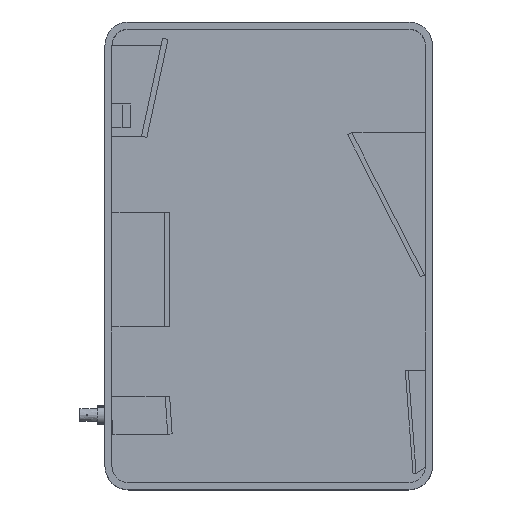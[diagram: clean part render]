
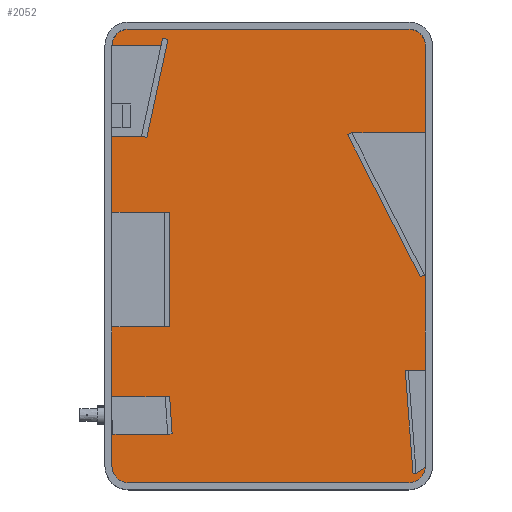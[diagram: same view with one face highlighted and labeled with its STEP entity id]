
A CAD part, top view. The second image highlights one B-rep face of the part: STEP entity #2052.
In plain terms, the highlighted planar face has unit normal (0, 0, 1).
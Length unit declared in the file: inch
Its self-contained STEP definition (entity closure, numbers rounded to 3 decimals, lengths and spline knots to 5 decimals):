
#2052=ADVANCED_FACE('',(#4043),#4044,.T.);
#4043=FACE_OUTER_BOUND('',#7804,.T.);
#4044=PLANE('',#7805);
#7804=EDGE_LOOP('',(#13113,#13114,#13115,#13116,#13117,#13118,#13119,#13120,#13121,#13122,#13123,#13124));
#7805=AXIS2_PLACEMENT_3D('',#13125,#13126,#13127);
#13113=ORIENTED_EDGE('',*,*,#16182,.T.);
#13114=ORIENTED_EDGE('',*,*,#15672,.T.);
#13115=ORIENTED_EDGE('',*,*,#14343,.F.);
#13116=ORIENTED_EDGE('',*,*,#15871,.T.);
#13117=ORIENTED_EDGE('',*,*,#15257,.T.);
#13118=ORIENTED_EDGE('',*,*,#15875,.F.);
#13119=ORIENTED_EDGE('',*,*,#16183,.T.);
#13120=ORIENTED_EDGE('',*,*,#15519,.T.);
#13121=ORIENTED_EDGE('',*,*,#16184,.F.);
#13122=ORIENTED_EDGE('',*,*,#15148,.T.);
#13123=ORIENTED_EDGE('',*,*,#16065,.T.);
#13124=ORIENTED_EDGE('',*,*,#16032,.F.);
#13125=CARTESIAN_POINT('',(3.5,5.0,0.15));
#13126=DIRECTION('',(0.0,0.0,1.0));
#13127=DIRECTION('',(1.0,0.0,0.0));
#14343=EDGE_CURVE('',#16953,#16948,#16955,.T.);
#15148=EDGE_CURVE('',#18259,#18257,#18260,.F.);
#15257=EDGE_CURVE('',#18417,#18419,#18421,.F.);
#15519=EDGE_CURVE('',#18787,#18789,#18791,.F.);
#15672=EDGE_CURVE('',#18997,#16948,#18999,.F.);
#15871=EDGE_CURVE('',#16953,#18417,#19253,.F.);
#15875=EDGE_CURVE('',#19256,#18419,#19258,.F.);
#16032=EDGE_CURVE('',#19443,#19445,#19446,.F.);
#16065=EDGE_CURVE('',#18257,#19445,#19486,.F.);
#16182=EDGE_CURVE('',#19443,#18997,#19611,.F.);
#16183=EDGE_CURVE('',#19256,#18787,#19612,.F.);
#16184=EDGE_CURVE('',#18259,#18789,#19613,.T.);
#16948=VERTEX_POINT('',#21010);
#16953=VERTEX_POINT('',#21017);
#16955=LINE('',#21020,#21021);
#18257=VERTEX_POINT('',#23453);
#18259=VERTEX_POINT('',#23456);
#18260=CIRCLE('',#23457,0.35);
#18417=VERTEX_POINT('',#23782);
#18419=VERTEX_POINT('',#23785);
#18421=CIRCLE('',#23788,0.35);
#18787=VERTEX_POINT('',#24498);
#18789=VERTEX_POINT('',#24501);
#18791=CIRCLE('',#24504,0.35);
#18997=VERTEX_POINT('',#24987);
#18999=CIRCLE('',#24990,0.35);
#19253=CIRCLE('',#25386,0.35);
#19256=VERTEX_POINT('',#25390);
#19258=LINE('',#25393,#25394);
#19443=VERTEX_POINT('',#25838);
#19445=VERTEX_POINT('',#25841);
#19446=LINE('',#25842,#25843);
#19486=CIRCLE('',#25928,0.35);
#19611=CIRCLE('',#26163,0.35);
#19612=CIRCLE('',#26164,0.35);
#19613=LINE('',#26165,#26166);
#21010=CARTESIAN_POINT('',(6.5,9.85,0.15));
#21017=CARTESIAN_POINT('',(0.5,9.85,0.15));
#21020=CARTESIAN_POINT('',(3.5,9.85,0.15));
#21021=VECTOR('',#26717,1.0);
#23453=CARTESIAN_POINT('',(6.74749,0.25251,0.15));
#23456=CARTESIAN_POINT('',(6.5,0.15,0.15));
#23457=AXIS2_PLACEMENT_3D('',#27552,#27553,#27554);
#23782=CARTESIAN_POINT('',(0.25251,9.74749,0.15));
#23785=CARTESIAN_POINT('',(0.15,9.5,0.15));
#23788=AXIS2_PLACEMENT_3D('',#27650,#27651,#27652);
#24498=CARTESIAN_POINT('',(0.25251,0.25251,0.15));
#24501=CARTESIAN_POINT('',(0.5,0.15,0.15));
#24504=AXIS2_PLACEMENT_3D('',#27860,#27861,#27862);
#24987=CARTESIAN_POINT('',(6.74749,9.74749,0.15));
#24990=AXIS2_PLACEMENT_3D('',#27984,#27985,#27986);
#25386=AXIS2_PLACEMENT_3D('',#28176,#28177,#28178);
#25390=CARTESIAN_POINT('',(0.15,0.5,0.15));
#25393=CARTESIAN_POINT('',(0.15,5.0,0.15));
#25394=VECTOR('',#28181,1.0);
#25838=CARTESIAN_POINT('',(6.85,9.5,0.15));
#25841=CARTESIAN_POINT('',(6.85,0.5,0.15));
#25842=CARTESIAN_POINT('',(6.85,5.0,0.15));
#25843=VECTOR('',#28274,1.0);
#25928=AXIS2_PLACEMENT_3D('',#28290,#28291,#28292);
#26163=AXIS2_PLACEMENT_3D('',#28355,#28356,#28357);
#26164=AXIS2_PLACEMENT_3D('',#28358,#28359,#28360);
#26165=CARTESIAN_POINT('',(3.5,0.15,0.15));
#26166=VECTOR('',#28361,1.0);
#26717=DIRECTION('',(1.0,0.0,0.0));
#27552=CARTESIAN_POINT('',(6.5,0.5,0.15));
#27553=DIRECTION('',(0.0,-0.0,-1.0));
#27554=DIRECTION('',(0.707,-0.707,0.0));
#27650=CARTESIAN_POINT('',(0.5,9.5,0.15));
#27651=DIRECTION('',(-0.0,0.0,-1.0));
#27652=DIRECTION('',(-0.707,0.707,0.0));
#27860=CARTESIAN_POINT('',(0.5,0.5,0.15));
#27861=DIRECTION('',(-0.0,0.0,-1.0));
#27862=DIRECTION('',(-0.707,-0.707,0.0));
#27984=CARTESIAN_POINT('',(6.5,9.5,0.15));
#27985=DIRECTION('',(0.0,0.0,-1.0));
#27986=DIRECTION('',(0.707,0.707,0.0));
#28176=CARTESIAN_POINT('',(0.5,9.5,0.15));
#28177=DIRECTION('',(-0.0,0.0,-1.0));
#28178=DIRECTION('',(-0.707,0.707,0.0));
#28181=DIRECTION('',(0.0,-1.0,0.0));
#28274=DIRECTION('',(0.0,1.0,0.0));
#28290=CARTESIAN_POINT('',(6.5,0.5,0.15));
#28291=DIRECTION('',(0.0,-0.0,-1.0));
#28292=DIRECTION('',(0.707,-0.707,0.0));
#28355=CARTESIAN_POINT('',(6.5,9.5,0.15));
#28356=DIRECTION('',(0.0,0.0,-1.0));
#28357=DIRECTION('',(0.707,0.707,0.0));
#28358=CARTESIAN_POINT('',(0.5,0.5,0.15));
#28359=DIRECTION('',(-0.0,0.0,-1.0));
#28360=DIRECTION('',(-0.707,-0.707,0.0));
#28361=DIRECTION('',(-1.0,0.0,0.0));
